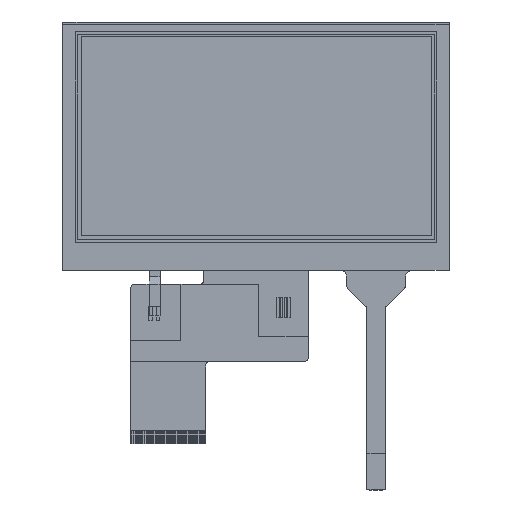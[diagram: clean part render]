
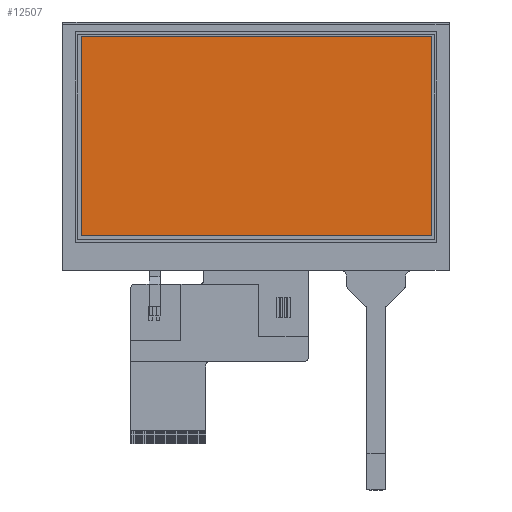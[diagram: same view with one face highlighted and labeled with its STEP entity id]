
A CAD part, top view. The second image highlights one B-rep face of the part: STEP entity #12507.
In plain terms, the highlighted planar face has unit normal (0, 0, 1).
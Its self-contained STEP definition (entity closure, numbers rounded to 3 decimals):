
#317=FACE_OUTER_BOUND('',#958,.T.);
#958=EDGE_LOOP('',(#8421,#8422,#8423,#8424));
#1733=LINE('',#17523,#3455);
#1734=LINE('',#17525,#3456);
#1735=LINE('',#17527,#3457);
#1736=LINE('',#17528,#3458);
#3455=VECTOR('',#14172,10.);
#3456=VECTOR('',#14173,10.);
#3457=VECTOR('',#14174,10.);
#3458=VECTOR('',#14175,10.);
#5153=VERTEX_POINT('',#17521);
#5154=VERTEX_POINT('',#17522);
#5155=VERTEX_POINT('',#17524);
#5156=VERTEX_POINT('',#17526);
#6443=EDGE_CURVE('',#5153,#5154,#1733,.T.);
#6444=EDGE_CURVE('',#5155,#5153,#1734,.T.);
#6445=EDGE_CURVE('',#5156,#5155,#1735,.T.);
#6446=EDGE_CURVE('',#5154,#5156,#1736,.T.);
#8421=ORIENTED_EDGE('',*,*,#6443,.F.);
#8422=ORIENTED_EDGE('',*,*,#6444,.F.);
#8423=ORIENTED_EDGE('',*,*,#6445,.F.);
#8424=ORIENTED_EDGE('',*,*,#6446,.F.);
#11924=PLANE('',#13182);
#12507=ADVANCED_FACE('',(#317),#11924,.T.);
#13182=AXIS2_PLACEMENT_3D('',#17520,#14170,#14171);
#14170=DIRECTION('center_axis',(0.,0.,1.));
#14171=DIRECTION('ref_axis',(1.,0.,0.));
#14172=DIRECTION('',(0.,-1.,0.));
#14173=DIRECTION('',(1.,0.,0.));
#14174=DIRECTION('',(0.,1.,0.));
#14175=DIRECTION('',(-1.,0.,0.));
#17520=CARTESIAN_POINT('Origin',(-0.05,-3.,
0.));
#17521=CARTESIAN_POINT('',(47.77,27.18,0.));
#17522=CARTESIAN_POINT('',(47.77,-27.18,0.));
#17523=CARTESIAN_POINT('',(47.77,-15.09,0.));
#17524=CARTESIAN_POINT('',(-47.77,27.18,0.));
#17525=CARTESIAN_POINT('',(23.86,27.18,0.));
#17526=CARTESIAN_POINT('',(-47.77,-27.18,0.));
#17527=CARTESIAN_POINT('',(-47.77,12.09,0.));
#17528=CARTESIAN_POINT('',(-23.91,-27.18,0.));
